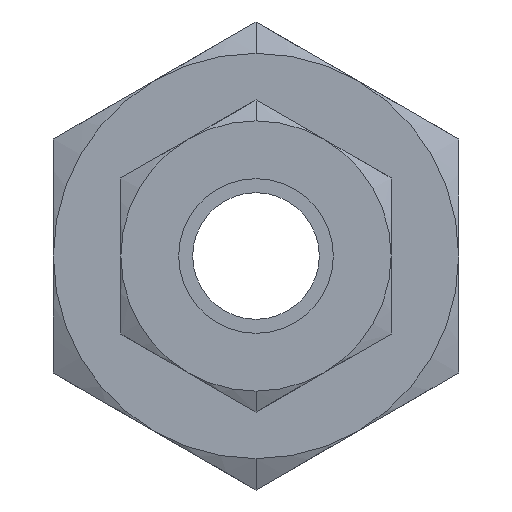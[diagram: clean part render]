
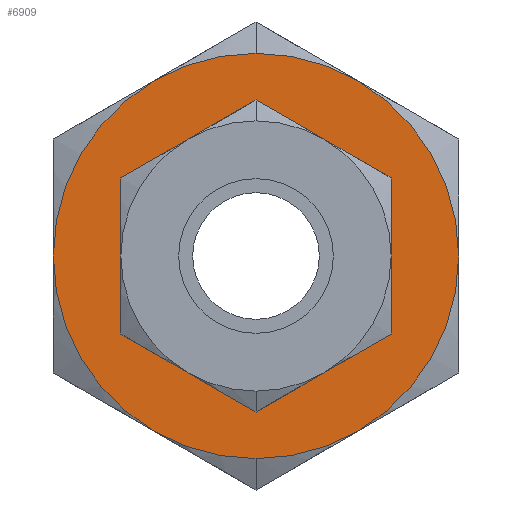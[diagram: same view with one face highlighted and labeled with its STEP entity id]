
A CAD part, left-side view. The second image highlights one B-rep face of the part: STEP entity #6909.
In plain terms, the highlighted planar face has unit normal (-1, 0, 0).
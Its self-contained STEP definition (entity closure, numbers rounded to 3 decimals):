
#260 = EDGE_LOOP ( 'NONE', ( #4927, #1308 ) ) ;
#451 = CARTESIAN_POINT ( 'NONE',  ( 21.8, -8.325, 14.419 ) ) ;
#452 = DIRECTION ( 'NONE',  ( 1., 0., 0. ) ) ;
#591 = EDGE_LOOP ( 'NONE', ( #1455, #4744, #3982, #4440, #1046, #1252, #4382, #3689 ) ) ;
#626 = EDGE_CURVE ( 'NONE', #3026, #6160, #1354, .T. ) ;
#811 = CARTESIAN_POINT ( 'NONE',  ( 21.8, 0., 0. ) ) ;
#1046 = ORIENTED_EDGE ( 'NONE', *, *, #2313, .F. ) ;
#1098 = DIRECTION ( 'NONE',  ( -1., 0., 0. ) ) ;
#1252 = ORIENTED_EDGE ( 'NONE', *, *, #1359, .F. ) ;
#1308 = ORIENTED_EDGE ( 'NONE', *, *, #4182, .T. ) ;
#1354 = CIRCLE ( 'NONE', #8745, 16.65 ) ;
#1359 = EDGE_CURVE ( 'NONE', #2464, #7744, #5342, .T. ) ;
#1454 = CARTESIAN_POINT ( 'NONE',  ( 21.8, 0., 0. ) ) ;
#1455 = ORIENTED_EDGE ( 'NONE', *, *, #8428, .F. ) ;
#1494 = DIRECTION ( 'NONE',  ( 0., -0.5, -0.866 ) ) ;
#1642 = AXIS2_PLACEMENT_3D ( 'NONE', #3297, #452, #2521 ) ;
#1648 = CARTESIAN_POINT ( 'NONE',  ( 21.8, 0., 0. ) ) ;
#1819 = CARTESIAN_POINT ( 'NONE',  ( 21.8, 0., 8.325 ) ) ;
#2313 = EDGE_CURVE ( 'NONE', #7744, #3738, #2691, .T. ) ;
#2464 = VERTEX_POINT ( 'NONE', #451 ) ;
#2521 = DIRECTION ( 'NONE',  ( 0., -0.5, 0.866 ) ) ;
#2691 = CIRCLE ( 'NONE', #8072, 16.65 ) ;
#2784 = CARTESIAN_POINT ( 'NONE',  ( 21.8, 8.325, 14.419 ) ) ;
#2842 = EDGE_CURVE ( 'NONE', #6080, #4706, #7500, .T. ) ;
#2861 = DIRECTION ( 'NONE',  ( 0., 1., 0. ) ) ;
#2877 = CIRCLE ( 'NONE', #4098, 8.012 ) ;
#2925 = CARTESIAN_POINT ( 'NONE',  ( 21.8, 16.65, 0. ) ) ;
#2995 = CARTESIAN_POINT ( 'NONE',  ( 21.8, 0., 16.65 ) ) ;
#3026 = VERTEX_POINT ( 'NONE', #9292 ) ;
#3051 = VERTEX_POINT ( 'NONE', #2784 ) ;
#3183 = CIRCLE ( 'NONE', #8245, 16.65 ) ;
#3293 = AXIS2_PLACEMENT_3D ( 'NONE', #1819, #1098, #6988 ) ;
#3297 = CARTESIAN_POINT ( 'NONE',  ( 21.8, 0., 0. ) ) ;
#3489 = DIRECTION ( 'NONE',  ( 1., 0., 0. ) ) ;
#3580 = CARTESIAN_POINT ( 'NONE',  ( 21.8, 0., 0. ) ) ;
#3675 = DIRECTION ( 'NONE',  ( 1., 0., 0. ) ) ;
#3689 = ORIENTED_EDGE ( 'NONE', *, *, #7138, .F. ) ;
#3703 = DIRECTION ( 'NONE',  ( 0., 0.5, -0.866 ) ) ;
#3738 = VERTEX_POINT ( 'NONE', #9230 ) ;
#3817 = EDGE_CURVE ( 'NONE', #3738, #6625, #3183, .T. ) ;
#3969 = CIRCLE ( 'NONE', #8270, 16.65 ) ;
#3982 = ORIENTED_EDGE ( 'NONE', *, *, #8301, .F. ) ;
#4098 = AXIS2_PLACEMENT_3D ( 'NONE', #7332, #5874, #9548 ) ;
#4181 = CARTESIAN_POINT ( 'NONE',  ( 21.8, 0., -8.012 ) ) ;
#4182 = EDGE_CURVE ( 'NONE', #4706, #6080, #2877, .T. ) ;
#4332 = DIRECTION ( 'NONE',  ( 1., 0., 0. ) ) ;
#4382 = ORIENTED_EDGE ( 'NONE', *, *, #9384, .F. ) ;
#4435 = DIRECTION ( 'NONE',  ( 0., 0., 1. ) ) ;
#4440 = ORIENTED_EDGE ( 'NONE', *, *, #3817, .F. ) ;
#4535 = DIRECTION ( 'NONE',  ( 0., 0., -1. ) ) ;
#4706 = VERTEX_POINT ( 'NONE', #4181 ) ;
#4744 = ORIENTED_EDGE ( 'NONE', *, *, #626, .F. ) ;
#4927 = ORIENTED_EDGE ( 'NONE', *, *, #2842, .T. ) ;
#5174 = CIRCLE ( 'NONE', #7648, 16.65 ) ;
#5262 = DIRECTION ( 'NONE',  ( 1., 0., 0. ) ) ;
#5283 = CIRCLE ( 'NONE', #6216, 16.65 ) ;
#5342 = CIRCLE ( 'NONE', #1642, 16.65 ) ;
#5472 = FACE_OUTER_BOUND ( 'NONE', #591, .T. ) ;
#5481 = AXIS2_PLACEMENT_3D ( 'NONE', #1648, #5262, #4535 ) ;
#5874 = DIRECTION ( 'NONE',  ( 1., 0., 0. ) ) ;
#5942 = DIRECTION ( 'NONE',  ( 1., 0., 0. ) ) ;
#5960 = CARTESIAN_POINT ( 'NONE',  ( 21.8, 0., 0. ) ) ;
#6045 = DIRECTION ( 'NONE',  ( 1., 0., 0. ) ) ;
#6046 = AXIS2_PLACEMENT_3D ( 'NONE', #5960, #7324, #6786 ) ;
#6080 = VERTEX_POINT ( 'NONE', #6455 ) ;
#6160 = VERTEX_POINT ( 'NONE', #2925 ) ;
#6216 = AXIS2_PLACEMENT_3D ( 'NONE', #9044, #6045, #8258 ) ;
#6455 = CARTESIAN_POINT ( 'NONE',  ( 21.8, 0., 8.012 ) ) ;
#6625 = VERTEX_POINT ( 'NONE', #9307 ) ;
#6786 = DIRECTION ( 'NONE',  ( 0., 0., 1. ) ) ;
#6909 = ADVANCED_FACE ( 'NONE', ( #9154, #5472 ), #8415, .T. ) ;
#6988 = DIRECTION ( 'NONE',  ( 0., 0., 1. ) ) ;
#7032 = CARTESIAN_POINT ( 'NONE',  ( 21.8, -16.65, 0. ) ) ;
#7138 = EDGE_CURVE ( 'NONE', #3051, #8514, #5283, .T. ) ;
#7271 = CARTESIAN_POINT ( 'NONE',  ( 21.8, 0., 0. ) ) ;
#7324 = DIRECTION ( 'NONE',  ( 1., 0., 0. ) ) ;
#7332 = CARTESIAN_POINT ( 'NONE',  ( 21.8, 0., 0. ) ) ;
#7432 = CARTESIAN_POINT ( 'NONE',  ( 21.8, 0., 0. ) ) ;
#7500 = CIRCLE ( 'NONE', #6046, 8.012 ) ;
#7648 = AXIS2_PLACEMENT_3D ( 'NONE', #3580, #3489, #2861 ) ;
#7744 = VERTEX_POINT ( 'NONE', #7032 ) ;
#7969 = DIRECTION ( 'NONE',  ( 1., 0., 0. ) ) ;
#8072 = AXIS2_PLACEMENT_3D ( 'NONE', #7271, #5942, #9528 ) ;
#8245 = AXIS2_PLACEMENT_3D ( 'NONE', #7432, #7969, #1494 ) ;
#8258 = DIRECTION ( 'NONE',  ( 0., 0.5, 0.866 ) ) ;
#8270 = AXIS2_PLACEMENT_3D ( 'NONE', #1454, #3675, #4435 ) ;
#8301 = EDGE_CURVE ( 'NONE', #6625, #3026, #9345, .T. ) ;
#8415 = PLANE ( 'NONE',  #3293 ) ;
#8428 = EDGE_CURVE ( 'NONE', #6160, #3051, #5174, .T. ) ;
#8514 = VERTEX_POINT ( 'NONE', #2995 ) ;
#8745 = AXIS2_PLACEMENT_3D ( 'NONE', #811, #4332, #3703 ) ;
#9044 = CARTESIAN_POINT ( 'NONE',  ( 21.8, 0., 0. ) ) ;
#9154 = FACE_BOUND ( 'NONE', #260, .T. ) ;
#9230 = CARTESIAN_POINT ( 'NONE',  ( 21.8, -8.325, -14.419 ) ) ;
#9292 = CARTESIAN_POINT ( 'NONE',  ( 21.8, 8.325, -14.419 ) ) ;
#9307 = CARTESIAN_POINT ( 'NONE',  ( 21.8, 0., -16.65 ) ) ;
#9345 = CIRCLE ( 'NONE', #5481, 16.65 ) ;
#9384 = EDGE_CURVE ( 'NONE', #8514, #2464, #3969, .T. ) ;
#9528 = DIRECTION ( 'NONE',  ( 0., -1., 0. ) ) ;
#9548 = DIRECTION ( 'NONE',  ( 0., 0., -1. ) ) ;
